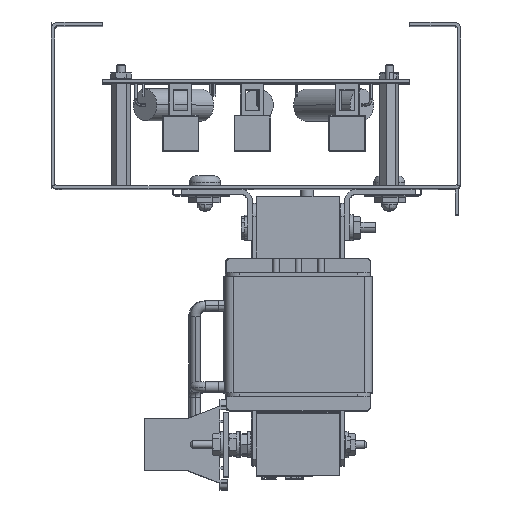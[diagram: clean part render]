
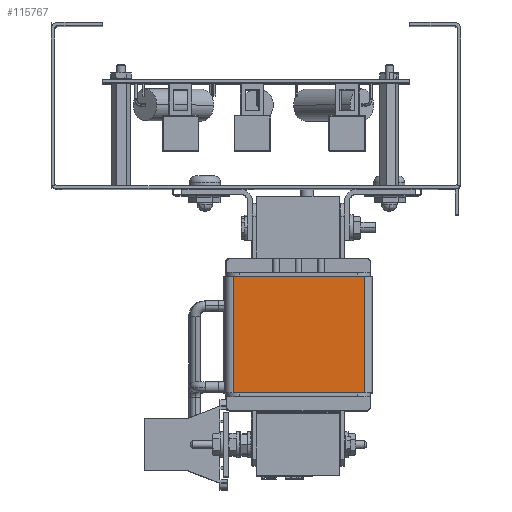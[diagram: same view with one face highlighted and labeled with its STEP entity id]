
A CAD part, top view. The second image highlights one B-rep face of the part: STEP entity #115767.
In plain terms, the highlighted planar face has unit normal (0, 0, 1).
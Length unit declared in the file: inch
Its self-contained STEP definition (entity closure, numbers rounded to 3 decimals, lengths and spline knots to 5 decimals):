
#1421 = ORIENTED_EDGE ( 'NONE', *, *, #126477, .T. ) ;
#5868 = CARTESIAN_POINT ( 'NONE',  ( 0.82981, -4.01381, 8.78902 ) ) ;
#22335 = DIRECTION ( 'NONE',  ( 0., 0., 1. ) ) ;
#23509 = DIRECTION ( 'NONE',  ( 1., 0., 0. ) ) ;
#24469 = CARTESIAN_POINT ( 'NONE',  ( 2.11121, -4.01381, 8.78902 ) ) ;
#27769 = LINE ( 'NONE', #163510, #141186 ) ;
#33410 = VERTEX_POINT ( 'NONE', #158589 ) ;
#35491 = VECTOR ( 'NONE', #100291, 39.37008 ) ;
#39741 = EDGE_CURVE ( 'NONE', #150054, #41811, #50627, .T. ) ;
#40182 = VECTOR ( 'NONE', #130822, 39.37008 ) ;
#41811 = VERTEX_POINT ( 'NONE', #84130 ) ;
#42792 = ORIENTED_EDGE ( 'NONE', *, *, #140968, .F. ) ;
#46893 = CARTESIAN_POINT ( 'NONE',  ( -0.45159, -4.01381, 8.78902 ) ) ;
#50627 = LINE ( 'NONE', #24469, #40182 ) ;
#51782 = EDGE_LOOP ( 'NONE', ( #1421, #42792, #81251, #53438 ) ) ;
#53438 = ORIENTED_EDGE ( 'NONE', *, *, #96701, .T. ) ;
#60727 = VERTEX_POINT ( 'NONE', #46893 ) ;
#63553 = AXIS2_PLACEMENT_3D ( 'NONE', #102903, #22335, #23509 ) ;
#73530 = DIRECTION ( 'NONE',  ( -1., 0., 0. ) ) ;
#81251 = ORIENTED_EDGE ( 'NONE', *, *, #39741, .T. ) ;
#84130 = CARTESIAN_POINT ( 'NONE',  ( 2.11121, -1.74581, 8.78902 ) ) ;
#96701 = EDGE_CURVE ( 'NONE', #41811, #33410, #27769, .T. ) ;
#98557 = LINE ( 'NONE', #127820, #35491 ) ;
#100291 = DIRECTION ( 'NONE',  ( 0., -1., 0. ) ) ;
#102903 = CARTESIAN_POINT ( 'NONE',  ( 2.11121, -4.01381, 8.78902 ) ) ;
#109592 = CARTESIAN_POINT ( 'NONE',  ( 2.11121, -4.01381, 8.78902 ) ) ;
#113909 = VECTOR ( 'NONE', #73530, 39.37008 ) ;
#115767 = ADVANCED_FACE ( 'NONE', ( #122061 ), #145096, .T. ) ;
#122061 = FACE_OUTER_BOUND ( 'NONE', #51782, .T. ) ;
#126477 = EDGE_CURVE ( 'NONE', #33410, #60727, #98557, .T. ) ;
#127820 = CARTESIAN_POINT ( 'NONE',  ( -0.45159, -4.01381, 8.78902 ) ) ;
#130822 = DIRECTION ( 'NONE',  ( 0., 1., 0. ) ) ;
#139134 = LINE ( 'NONE', #5868, #113909 ) ;
#140968 = EDGE_CURVE ( 'NONE', #150054, #60727, #139134, .T. ) ;
#141186 = VECTOR ( 'NONE', #161188, 39.37008 ) ;
#145096 = PLANE ( 'NONE',  #63553 ) ;
#150054 = VERTEX_POINT ( 'NONE', #109592 ) ;
#158589 = CARTESIAN_POINT ( 'NONE',  ( -0.45159, -1.74581, 8.78902 ) ) ;
#161188 = DIRECTION ( 'NONE',  ( -1., 0., 0. ) ) ;
#163510 = CARTESIAN_POINT ( 'NONE',  ( 0.82981, -1.74581, 8.78902 ) ) ;
